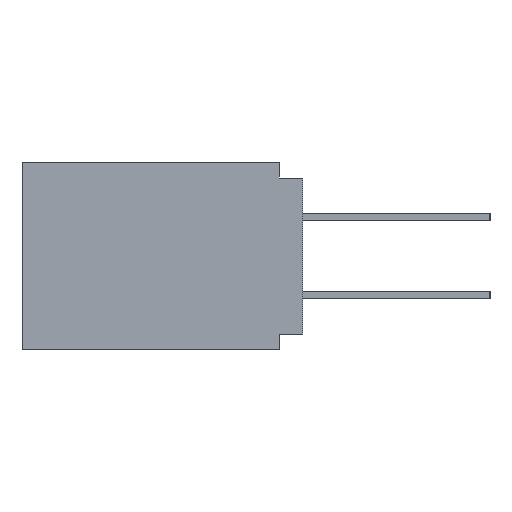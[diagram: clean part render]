
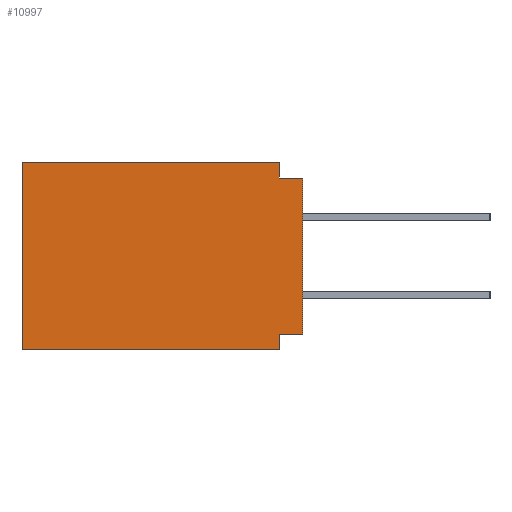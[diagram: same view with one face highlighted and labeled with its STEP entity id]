
A CAD part, left-side view. The second image highlights one B-rep face of the part: STEP entity #10997.
In plain terms, the highlighted planar face has unit normal (-1, 0, 0).
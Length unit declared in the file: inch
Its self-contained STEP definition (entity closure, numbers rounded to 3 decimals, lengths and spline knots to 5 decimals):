
#30=ORIENTED_EDGE('',*,*,#3142,.F.);
#31=ORIENTED_EDGE('',*,*,#3143,.T.);
#32=ORIENTED_EDGE('',*,*,#3144,.F.);
#33=ORIENTED_EDGE('',*,*,#3145,.T.);
#34=ORIENTED_EDGE('',*,*,#3146,.F.);
#35=ORIENTED_EDGE('',*,*,#3147,.F.);
#36=ORIENTED_EDGE('',*,*,#3148,.T.);
#37=ORIENTED_EDGE('',*,*,#3149,.T.);
#3142=EDGE_CURVE('',#4698,#4699,#5682,.T.);
#3143=EDGE_CURVE('',#4698,#4700,#5683,.T.);
#3144=EDGE_CURVE('',#4701,#4700,#5684,.T.);
#3145=EDGE_CURVE('',#4701,#4702,#5685,.T.);
#3146=EDGE_CURVE('',#4703,#4702,#5686,.T.);
#3147=EDGE_CURVE('',#4704,#4703,#5687,.T.);
#3148=EDGE_CURVE('',#4704,#4705,#5688,.T.);
#3149=EDGE_CURVE('',#4705,#4699,#5689,.T.);
#4698=VERTEX_POINT('',#15275);
#4699=VERTEX_POINT('',#15276);
#4700=VERTEX_POINT('',#15278);
#4701=VERTEX_POINT('',#15280);
#4702=VERTEX_POINT('',#15282);
#4703=VERTEX_POINT('',#15284);
#4704=VERTEX_POINT('',#15286);
#4705=VERTEX_POINT('',#15288);
#5682=LINE('',#15274,#7238);
#5683=LINE('',#15277,#7239);
#5684=LINE('',#15279,#7240);
#5685=LINE('',#15281,#7241);
#5686=LINE('',#15283,#7242);
#5687=LINE('',#15285,#7243);
#5688=LINE('',#15287,#7244);
#5689=LINE('',#15289,#7245);
#7238=VECTOR('',#12372,39.37008);
#7239=VECTOR('',#12373,39.37008);
#7240=VECTOR('',#12374,39.37008);
#7241=VECTOR('',#12375,39.37008);
#7242=VECTOR('',#12376,39.37008);
#7243=VECTOR('',#12377,39.37008);
#7244=VECTOR('',#12378,39.37008);
#7245=VECTOR('',#12379,39.37008);
#8794=EDGE_LOOP('',(#30,#31,#32,#33,#34,#35,#36,#37));
#9560=FACE_BOUND('',#8794,.T.);
#10326=PLANE('',#11695);
#10997=ADVANCED_FACE('',(#9560),#10326,.F.);
#11695=AXIS2_PLACEMENT_3D('',#15273,#12370,#12371);
#12370=DIRECTION('',(1.,0.,0.));
#12371=DIRECTION('',(0.,0.,-1.));
#12372=DIRECTION('',(0.,1.,0.));
#12373=DIRECTION('',(0.,0.,1.));
#12374=DIRECTION('',(0.,-1.,0.));
#12375=DIRECTION('',(0.,0.,1.));
#12376=DIRECTION('',(0.,-1.,0.));
#12377=DIRECTION('',(0.,0.,1.));
#12378=DIRECTION('',(0.,-1.,0.));
#12379=DIRECTION('',(0.,0.,1.));
#15273=CARTESIAN_POINT('',(-0.5075,0.18,-0.06));
#15274=CARTESIAN_POINT('',(-0.5075,0.18,-0.05));
#15275=CARTESIAN_POINT('',(-0.5075,0.,-0.05));
#15276=CARTESIAN_POINT('',(-0.5075,0.015,-0.05));
#15277=CARTESIAN_POINT('',(-0.5075,0.,-0.06));
#15278=CARTESIAN_POINT('',(-0.5075,0.,0.05));
#15279=CARTESIAN_POINT('',(-0.5075,0.18,0.05));
#15280=CARTESIAN_POINT('',(-0.5075,0.015,0.05));
#15281=CARTESIAN_POINT('',(-0.5075,0.015,-0.06));
#15282=CARTESIAN_POINT('',(-0.5075,0.015,0.06));
#15283=CARTESIAN_POINT('',(-0.5075,0.18,0.06));
#15284=CARTESIAN_POINT('',(-0.5075,0.18,0.06));
#15285=CARTESIAN_POINT('',(-0.5075,0.18,-0.06));
#15286=CARTESIAN_POINT('',(-0.5075,0.18,-0.06));
#15287=CARTESIAN_POINT('',(-0.5075,0.18,-0.06));
#15288=CARTESIAN_POINT('',(-0.5075,0.015,-0.06));
#15289=CARTESIAN_POINT('',(-0.5075,0.015,-0.06));
